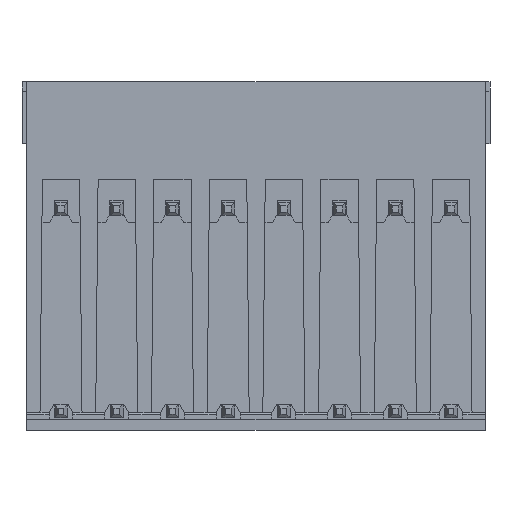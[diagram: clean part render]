
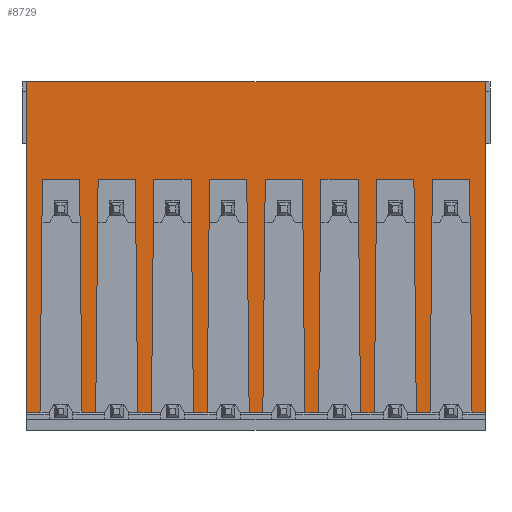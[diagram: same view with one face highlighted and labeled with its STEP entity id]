
A CAD part, front view. The second image highlights one B-rep face of the part: STEP entity #8729.
In plain terms, the highlighted planar face has unit normal (0, -1, 0).
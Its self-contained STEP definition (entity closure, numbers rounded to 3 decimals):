
#685=CARTESIAN_POINT('',(23.25,-11.35,21.9));
#686=VERTEX_POINT('',#685);
#693=CARTESIAN_POINT('',(23.25,-11.35,1.1));
#694=VERTEX_POINT('',#693);
#695=CARTESIAN_POINT('',(23.25,-11.35,21.9));
#696=DIRECTION('',(0.,0.,-1.));
#697=VECTOR('',#696,20.8);
#698=LINE('',#695,#697);
#699=EDGE_CURVE('',#686,#694,#698,.T.);
#3552=CARTESIAN_POINT('',(-5.55,-11.35,21.9));
#3553=VERTEX_POINT('',#3552);
#3560=CARTESIAN_POINT('',(-5.55,-11.35,21.9));
#3561=DIRECTION('',(1.,0.,0.));
#3562=VECTOR('',#3561,28.8);
#3563=LINE('',#3560,#3562);
#3564=EDGE_CURVE('',#3553,#686,#3563,.T.);
#7596=CARTESIAN_POINT('',(22.42,-11.35,1.1));
#7597=VERTEX_POINT('',#7596);
#7604=CARTESIAN_POINT('',(22.27,-11.35,15.78));
#7605=VERTEX_POINT('',#7604);
#7606=CARTESIAN_POINT('',(22.42,-11.35,1.1));
#7607=DIRECTION('',(-0.01,0.,1.));
#7608=VECTOR('',#7607,14.681);
#7609=LINE('',#7606,#7608);
#7610=EDGE_CURVE('',#7597,#7605,#7609,.T.);
#7628=CARTESIAN_POINT('',(19.93,-11.35,15.78));
#7629=VERTEX_POINT('',#7628);
#7630=CARTESIAN_POINT('',(22.27,-11.35,15.78));
#7631=DIRECTION('',(-1.,0.,0.));
#7632=VECTOR('',#7631,2.34);
#7633=LINE('',#7630,#7632);
#7634=EDGE_CURVE('',#7605,#7629,#7633,.T.);
#7652=CARTESIAN_POINT('',(19.78,-11.35,1.1));
#7653=VERTEX_POINT('',#7652);
#7654=CARTESIAN_POINT('',(19.93,-11.35,15.78));
#7655=DIRECTION('',(-0.01,0.,-1.));
#7656=VECTOR('',#7655,14.681);
#7657=LINE('',#7654,#7656);
#7658=EDGE_CURVE('',#7629,#7653,#7657,.T.);
#8298=CARTESIAN_POINT('',(23.25,-11.35,1.1));
#8299=DIRECTION('',(-1.,0.,0.));
#8300=VECTOR('',#8299,0.83);
#8301=LINE('',#8298,#8300);
#8302=EDGE_CURVE('',#694,#7597,#8301,.T.);
#8313=CARTESIAN_POINT('',(-4.72,-11.35,1.1));
#8314=VERTEX_POINT('',#8313);
#8321=CARTESIAN_POINT('',(-5.55,-11.35,1.1));
#8322=VERTEX_POINT('',#8321);
#8323=CARTESIAN_POINT('',(-4.72,-11.35,1.1));
#8324=DIRECTION('',(-1.,0.,0.));
#8325=VECTOR('',#8324,0.83);
#8326=LINE('',#8323,#8325);
#8327=EDGE_CURVE('',#8314,#8322,#8326,.T.);
#8343=CARTESIAN_POINT('',(-2.08,-11.35,1.1));
#8344=VERTEX_POINT('',#8343);
#8352=CARTESIAN_POINT('',(-1.22,-11.35,1.1));
#8353=VERTEX_POINT('',#8352);
#8360=CARTESIAN_POINT('',(-1.22,-11.35,1.1));
#8361=DIRECTION('',(-1.,0.,0.));
#8362=VECTOR('',#8361,0.86);
#8363=LINE('',#8360,#8362);
#8364=EDGE_CURVE('',#8353,#8344,#8363,.T.);
#8374=CARTESIAN_POINT('',(1.42,-11.35,1.1));
#8375=VERTEX_POINT('',#8374);
#8383=CARTESIAN_POINT('',(2.28,-11.35,1.1));
#8384=VERTEX_POINT('',#8383);
#8391=CARTESIAN_POINT('',(2.28,-11.35,1.1));
#8392=DIRECTION('',(-1.,0.,0.));
#8393=VECTOR('',#8392,0.86);
#8394=LINE('',#8391,#8393);
#8395=EDGE_CURVE('',#8384,#8375,#8394,.T.);
#8405=CARTESIAN_POINT('',(4.92,-11.35,1.1));
#8406=VERTEX_POINT('',#8405);
#8414=CARTESIAN_POINT('',(5.78,-11.35,1.1));
#8415=VERTEX_POINT('',#8414);
#8422=CARTESIAN_POINT('',(5.78,-11.35,1.1));
#8423=DIRECTION('',(-1.,0.,0.));
#8424=VECTOR('',#8423,0.86);
#8425=LINE('',#8422,#8424);
#8426=EDGE_CURVE('',#8415,#8406,#8425,.T.);
#8436=CARTESIAN_POINT('',(8.42,-11.35,1.1));
#8437=VERTEX_POINT('',#8436);
#8445=CARTESIAN_POINT('',(9.28,-11.35,1.1));
#8446=VERTEX_POINT('',#8445);
#8453=CARTESIAN_POINT('',(9.28,-11.35,1.1));
#8454=DIRECTION('',(-1.,0.,0.));
#8455=VECTOR('',#8454,0.86);
#8456=LINE('',#8453,#8455);
#8457=EDGE_CURVE('',#8446,#8437,#8456,.T.);
#8467=CARTESIAN_POINT('',(11.92,-11.35,1.1));
#8468=VERTEX_POINT('',#8467);
#8476=CARTESIAN_POINT('',(12.78,-11.35,1.1));
#8477=VERTEX_POINT('',#8476);
#8484=CARTESIAN_POINT('',(12.78,-11.35,1.1));
#8485=DIRECTION('',(-1.,0.,0.));
#8486=VECTOR('',#8485,0.86);
#8487=LINE('',#8484,#8486);
#8488=EDGE_CURVE('',#8477,#8468,#8487,.T.);
#8498=CARTESIAN_POINT('',(15.42,-11.35,1.1));
#8499=VERTEX_POINT('',#8498);
#8507=CARTESIAN_POINT('',(16.28,-11.35,1.1));
#8508=VERTEX_POINT('',#8507);
#8515=CARTESIAN_POINT('',(16.28,-11.35,1.1));
#8516=DIRECTION('',(-1.,0.,0.));
#8517=VECTOR('',#8516,0.86);
#8518=LINE('',#8515,#8517);
#8519=EDGE_CURVE('',#8508,#8499,#8518,.T.);
#8529=CARTESIAN_POINT('',(18.92,-11.35,1.1));
#8530=VERTEX_POINT('',#8529);
#8539=CARTESIAN_POINT('',(19.78,-11.35,1.1));
#8540=DIRECTION('',(-1.,0.,0.));
#8541=VECTOR('',#8540,0.86);
#8542=LINE('',#8539,#8541);
#8543=EDGE_CURVE('',#7653,#8530,#8542,.T.);
#8548=CARTESIAN_POINT('',(-5.95,-11.35,0.));
#8549=DIRECTION('',(1.,0.,0.));
#8550=DIRECTION('',(0.,-1.,0.));
#8551=AXIS2_PLACEMENT_3D('',#8548,#8550,#8549);
#8552=PLANE('',#8551);
#8553=CARTESIAN_POINT('',(-5.55,-11.35,21.9));
#8554=DIRECTION('',(0.,0.,-1.));
#8555=VECTOR('',#8554,20.8);
#8556=LINE('',#8553,#8555);
#8557=EDGE_CURVE('',#3553,#8322,#8556,.T.);
#8558=ORIENTED_EDGE('',*,*,#8557,.T.);
#8559=ORIENTED_EDGE('',*,*,#8327,.F.);
#8560=CARTESIAN_POINT('',(-4.57,-11.35,15.78));
#8561=VERTEX_POINT('',#8560);
#8562=CARTESIAN_POINT('',(-4.72,-11.35,1.1));
#8563=DIRECTION('',(0.01,0.,1.));
#8564=VECTOR('',#8563,14.681);
#8565=LINE('',#8562,#8564);
#8566=EDGE_CURVE('',#8314,#8561,#8565,.T.);
#8567=ORIENTED_EDGE('',*,*,#8566,.T.);
#8568=CARTESIAN_POINT('',(-2.23,-11.35,15.78));
#8569=VERTEX_POINT('',#8568);
#8570=CARTESIAN_POINT('',(-4.57,-11.35,15.78));
#8571=DIRECTION('',(1.,0.,0.));
#8572=VECTOR('',#8571,2.34);
#8573=LINE('',#8570,#8572);
#8574=EDGE_CURVE('',#8561,#8569,#8573,.T.);
#8575=ORIENTED_EDGE('',*,*,#8574,.T.);
#8576=CARTESIAN_POINT('',(-2.23,-11.35,15.78));
#8577=DIRECTION('',(0.01,0.,-1.));
#8578=VECTOR('',#8577,14.681);
#8579=LINE('',#8576,#8578);
#8580=EDGE_CURVE('',#8569,#8344,#8579,.T.);
#8581=ORIENTED_EDGE('',*,*,#8580,.T.);
#8582=ORIENTED_EDGE('',*,*,#8364,.F.);
#8583=CARTESIAN_POINT('',(-1.07,-11.35,15.78));
#8584=VERTEX_POINT('',#8583);
#8585=CARTESIAN_POINT('',(-1.22,-11.35,1.1));
#8586=DIRECTION('',(0.01,0.,1.));
#8587=VECTOR('',#8586,14.681);
#8588=LINE('',#8585,#8587);
#8589=EDGE_CURVE('',#8353,#8584,#8588,.T.);
#8590=ORIENTED_EDGE('',*,*,#8589,.T.);
#8591=CARTESIAN_POINT('',(1.27,-11.35,15.78));
#8592=VERTEX_POINT('',#8591);
#8593=CARTESIAN_POINT('',(-1.07,-11.35,15.78));
#8594=DIRECTION('',(1.,0.,0.));
#8595=VECTOR('',#8594,2.34);
#8596=LINE('',#8593,#8595);
#8597=EDGE_CURVE('',#8584,#8592,#8596,.T.);
#8598=ORIENTED_EDGE('',*,*,#8597,.T.);
#8599=CARTESIAN_POINT('',(1.27,-11.35,15.78));
#8600=DIRECTION('',(0.01,0.,-1.));
#8601=VECTOR('',#8600,14.681);
#8602=LINE('',#8599,#8601);
#8603=EDGE_CURVE('',#8592,#8375,#8602,.T.);
#8604=ORIENTED_EDGE('',*,*,#8603,.T.);
#8605=ORIENTED_EDGE('',*,*,#8395,.F.);
#8606=CARTESIAN_POINT('',(2.43,-11.35,15.78));
#8607=VERTEX_POINT('',#8606);
#8608=CARTESIAN_POINT('',(2.28,-11.35,1.1));
#8609=DIRECTION('',(0.01,0.,1.));
#8610=VECTOR('',#8609,14.681);
#8611=LINE('',#8608,#8610);
#8612=EDGE_CURVE('',#8384,#8607,#8611,.T.);
#8613=ORIENTED_EDGE('',*,*,#8612,.T.);
#8614=CARTESIAN_POINT('',(4.77,-11.35,15.78));
#8615=VERTEX_POINT('',#8614);
#8616=CARTESIAN_POINT('',(2.43,-11.35,15.78));
#8617=DIRECTION('',(1.,0.,0.));
#8618=VECTOR('',#8617,2.34);
#8619=LINE('',#8616,#8618);
#8620=EDGE_CURVE('',#8607,#8615,#8619,.T.);
#8621=ORIENTED_EDGE('',*,*,#8620,.T.);
#8622=CARTESIAN_POINT('',(4.77,-11.35,15.78));
#8623=DIRECTION('',(0.01,0.,-1.));
#8624=VECTOR('',#8623,14.681);
#8625=LINE('',#8622,#8624);
#8626=EDGE_CURVE('',#8615,#8406,#8625,.T.);
#8627=ORIENTED_EDGE('',*,*,#8626,.T.);
#8628=ORIENTED_EDGE('',*,*,#8426,.F.);
#8629=CARTESIAN_POINT('',(5.93,-11.35,15.78));
#8630=VERTEX_POINT('',#8629);
#8631=CARTESIAN_POINT('',(5.78,-11.35,1.1));
#8632=DIRECTION('',(0.01,0.,1.));
#8633=VECTOR('',#8632,14.681);
#8634=LINE('',#8631,#8633);
#8635=EDGE_CURVE('',#8415,#8630,#8634,.T.);
#8636=ORIENTED_EDGE('',*,*,#8635,.T.);
#8637=CARTESIAN_POINT('',(8.27,-11.35,15.78));
#8638=VERTEX_POINT('',#8637);
#8639=CARTESIAN_POINT('',(5.93,-11.35,15.78));
#8640=DIRECTION('',(1.,0.,0.));
#8641=VECTOR('',#8640,2.34);
#8642=LINE('',#8639,#8641);
#8643=EDGE_CURVE('',#8630,#8638,#8642,.T.);
#8644=ORIENTED_EDGE('',*,*,#8643,.T.);
#8645=CARTESIAN_POINT('',(8.27,-11.35,15.78));
#8646=DIRECTION('',(0.01,0.,-1.));
#8647=VECTOR('',#8646,14.681);
#8648=LINE('',#8645,#8647);
#8649=EDGE_CURVE('',#8638,#8437,#8648,.T.);
#8650=ORIENTED_EDGE('',*,*,#8649,.T.);
#8651=ORIENTED_EDGE('',*,*,#8457,.F.);
#8652=CARTESIAN_POINT('',(9.43,-11.35,15.78));
#8653=VERTEX_POINT('',#8652);
#8654=CARTESIAN_POINT('',(9.28,-11.35,1.1));
#8655=DIRECTION('',(0.01,0.,1.));
#8656=VECTOR('',#8655,14.681);
#8657=LINE('',#8654,#8656);
#8658=EDGE_CURVE('',#8446,#8653,#8657,.T.);
#8659=ORIENTED_EDGE('',*,*,#8658,.T.);
#8660=CARTESIAN_POINT('',(11.77,-11.35,15.78));
#8661=VERTEX_POINT('',#8660);
#8662=CARTESIAN_POINT('',(9.43,-11.35,15.78));
#8663=DIRECTION('',(1.,0.,0.));
#8664=VECTOR('',#8663,2.34);
#8665=LINE('',#8662,#8664);
#8666=EDGE_CURVE('',#8653,#8661,#8665,.T.);
#8667=ORIENTED_EDGE('',*,*,#8666,.T.);
#8668=CARTESIAN_POINT('',(11.77,-11.35,15.78));
#8669=DIRECTION('',(0.01,0.,-1.));
#8670=VECTOR('',#8669,14.681);
#8671=LINE('',#8668,#8670);
#8672=EDGE_CURVE('',#8661,#8468,#8671,.T.);
#8673=ORIENTED_EDGE('',*,*,#8672,.T.);
#8674=ORIENTED_EDGE('',*,*,#8488,.F.);
#8675=CARTESIAN_POINT('',(12.93,-11.35,15.78));
#8676=VERTEX_POINT('',#8675);
#8677=CARTESIAN_POINT('',(12.78,-11.35,1.1));
#8678=DIRECTION('',(0.01,0.,1.));
#8679=VECTOR('',#8678,14.681);
#8680=LINE('',#8677,#8679);
#8681=EDGE_CURVE('',#8477,#8676,#8680,.T.);
#8682=ORIENTED_EDGE('',*,*,#8681,.T.);
#8683=CARTESIAN_POINT('',(15.27,-11.35,15.78));
#8684=VERTEX_POINT('',#8683);
#8685=CARTESIAN_POINT('',(12.93,-11.35,15.78));
#8686=DIRECTION('',(1.,0.,0.));
#8687=VECTOR('',#8686,2.34);
#8688=LINE('',#8685,#8687);
#8689=EDGE_CURVE('',#8676,#8684,#8688,.T.);
#8690=ORIENTED_EDGE('',*,*,#8689,.T.);
#8691=CARTESIAN_POINT('',(15.27,-11.35,15.78));
#8692=DIRECTION('',(0.01,0.,-1.));
#8693=VECTOR('',#8692,14.681);
#8694=LINE('',#8691,#8693);
#8695=EDGE_CURVE('',#8684,#8499,#8694,.T.);
#8696=ORIENTED_EDGE('',*,*,#8695,.T.);
#8697=ORIENTED_EDGE('',*,*,#8519,.F.);
#8698=CARTESIAN_POINT('',(16.43,-11.35,15.78));
#8699=VERTEX_POINT('',#8698);
#8700=CARTESIAN_POINT('',(16.28,-11.35,1.1));
#8701=DIRECTION('',(0.01,0.,1.));
#8702=VECTOR('',#8701,14.681);
#8703=LINE('',#8700,#8702);
#8704=EDGE_CURVE('',#8508,#8699,#8703,.T.);
#8705=ORIENTED_EDGE('',*,*,#8704,.T.);
#8706=CARTESIAN_POINT('',(18.77,-11.35,15.78));
#8707=VERTEX_POINT('',#8706);
#8708=CARTESIAN_POINT('',(16.43,-11.35,15.78));
#8709=DIRECTION('',(1.,0.,0.));
#8710=VECTOR('',#8709,2.34);
#8711=LINE('',#8708,#8710);
#8712=EDGE_CURVE('',#8699,#8707,#8711,.T.);
#8713=ORIENTED_EDGE('',*,*,#8712,.T.);
#8714=CARTESIAN_POINT('',(18.77,-11.35,15.78));
#8715=DIRECTION('',(0.01,0.,-1.));
#8716=VECTOR('',#8715,14.681);
#8717=LINE('',#8714,#8716);
#8718=EDGE_CURVE('',#8707,#8530,#8717,.T.);
#8719=ORIENTED_EDGE('',*,*,#8718,.T.);
#8720=ORIENTED_EDGE('',*,*,#8543,.F.);
#8721=ORIENTED_EDGE('',*,*,#7658,.F.);
#8722=ORIENTED_EDGE('',*,*,#7634,.F.);
#8723=ORIENTED_EDGE('',*,*,#7610,.F.);
#8724=ORIENTED_EDGE('',*,*,#8302,.F.);
#8725=ORIENTED_EDGE('',*,*,#699,.F.);
#8726=ORIENTED_EDGE('',*,*,#3564,.F.);
#8727=EDGE_LOOP('',(#8558,#8559,#8567,#8575,#8581,#8582,#8590,#8598,#8604,#8605,#8613,#8621,#8627,#8628,#8636,#8644,#8650,#8651,#8659,#8667,#8673,#8674,#8682,#8690,#8696,#8697,#8705,#8713,#8719,#8720,#8721,#8722,#8723,#8724,#8725,#8726));
#8728=FACE_OUTER_BOUND('',#8727,.T.);
#8729=ADVANCED_FACE('',(#8728),#8552,.T.);
